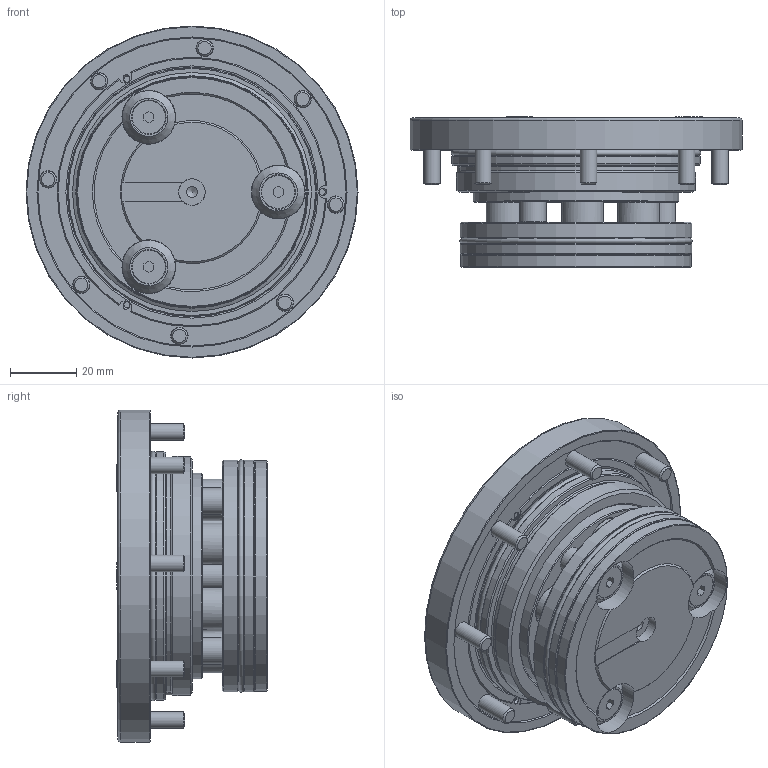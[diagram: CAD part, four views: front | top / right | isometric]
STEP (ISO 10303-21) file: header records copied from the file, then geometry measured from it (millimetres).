
FILE_DESCRIPTION (( 'STEP AP214' ), '1' );
FILE_NAME ('STARK_5000 104-8_B.STEP', '2022-01-25T15:05:18', ( '' ), ( '' ), 'SwSTEP 2.0', 'SolidWorks 2021', '' );
FILE_SCHEMA (( 'AUTOMOTIVE_DESIGN' ));
Length unit declared in the file: millimetre
Products named in the file (1): STARK_5000 104-8_B
Bounding box: 100 x 45.3 x 100 mm (x, y, z)
Volume: 174142.5 mm3; surface area: 46421.8 mm2
Topology: 1 solids, 30 shells, 633 faces, 1384 edges, 907 vertices
Faces by surface type: plane 288, cylinder 205, cone 90, torus 50
Full cylindrical faces by diameter (mm): 0.8 x3, 2 x3, 3.3 x1, 4 x8, 5 x14, 5.2 x17, 5.3 x3, 6.9 x6, 7.05 x6, 8 x4, 8.5 x8, 9 x8, 9.5 x8, 10 x3, 10.3 x16, 11.5 x3, 12.5 x6, 13.9 x3, 16 x3, 16.2 x3, 32 x1, 32.2 x1, 61.9 x1, 62 x1, 69.3 x1, 69.8 x2, 70.2 x1, 71.8 x2, 72 x1, 75 x1
Entity records: 20035 total; most frequent: CARTESIAN_POINT 3050, DIRECTION 2720, ORIENTED_EDGE 2054, AXIS2_PLACEMENT_3D 1195, EDGE_CURVE 1027, EDGE_LOOP 1019, FACE_OUTER_BOUND 813, VERTEX_POINT 794
